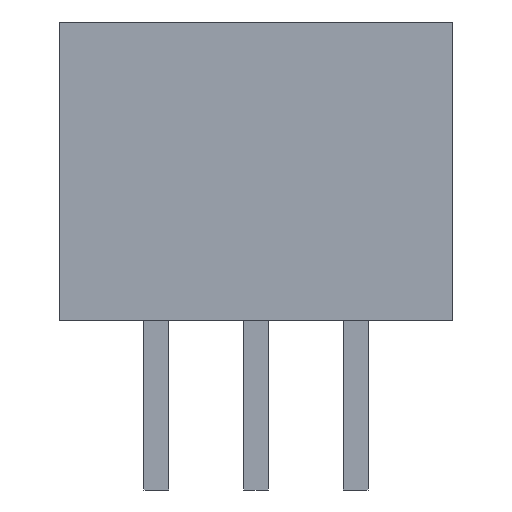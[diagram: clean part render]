
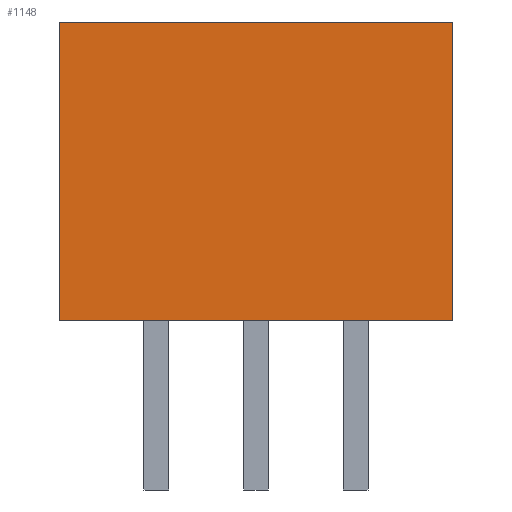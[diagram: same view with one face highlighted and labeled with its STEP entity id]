
A CAD part, front view. The second image highlights one B-rep face of the part: STEP entity #1148.
In plain terms, the highlighted planar face has unit normal (0, -1, 0).
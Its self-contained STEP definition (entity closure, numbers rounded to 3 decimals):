
#584 = VERTEX_POINT('',#585);
#585 = CARTESIAN_POINT('',(-3.94,-2.81,0.1));
#593 = VERTEX_POINT('',#594);
#594 = CARTESIAN_POINT('',(3.96,-2.81,0.1));
#600 = EDGE_CURVE('',#593,#584,#601,.T.);
#601 = LINE('',#602,#603);
#602 = CARTESIAN_POINT('',(3.96,-2.81,0.1));
#603 = VECTOR('',#604,1.);
#604 = DIRECTION('',(-1.,0.,0.));
#826 = EDGE_CURVE('',#827,#584,#829,.T.);
#827 = VERTEX_POINT('',#828);
#828 = CARTESIAN_POINT('',(-3.94,-2.81,6.1));
#829 = LINE('',#830,#831);
#830 = CARTESIAN_POINT('',(-3.94,-2.81,0.1));
#831 = VECTOR('',#832,1.);
#832 = DIRECTION('',(0.,0.,-1.));
#875 = EDGE_CURVE('',#876,#593,#878,.T.);
#876 = VERTEX_POINT('',#877);
#877 = CARTESIAN_POINT('',(3.96,-2.81,6.1));
#878 = LINE('',#879,#880);
#879 = CARTESIAN_POINT('',(3.96,-2.81,0.1));
#880 = VECTOR('',#881,1.);
#881 = DIRECTION('',(0.,0.,-1.));
#1034 = EDGE_CURVE('',#876,#827,#1035,.T.);
#1035 = LINE('',#1036,#1037);
#1036 = CARTESIAN_POINT('',(3.96,-2.81,6.1));
#1037 = VECTOR('',#1038,1.);
#1038 = DIRECTION('',(-1.,0.,0.));
#1148 = ADVANCED_FACE('',(#1149),#1155,.F.);
#1149 = FACE_BOUND('',#1150,.T.);
#1150 = EDGE_LOOP('',(#1151,#1152,#1153,#1154));
#1151 = ORIENTED_EDGE('',*,*,#826,.T.);
#1152 = ORIENTED_EDGE('',*,*,#600,.F.);
#1153 = ORIENTED_EDGE('',*,*,#875,.F.);
#1154 = ORIENTED_EDGE('',*,*,#1034,.T.);
#1155 = PLANE('',#1156);
#1156 = AXIS2_PLACEMENT_3D('',#1157,#1158,#1159);
#1157 = CARTESIAN_POINT('',(3.96,-2.81,0.1));
#1158 = DIRECTION('',(0.,1.,0.));
#1159 = DIRECTION('',(-1.,0.,0.));
